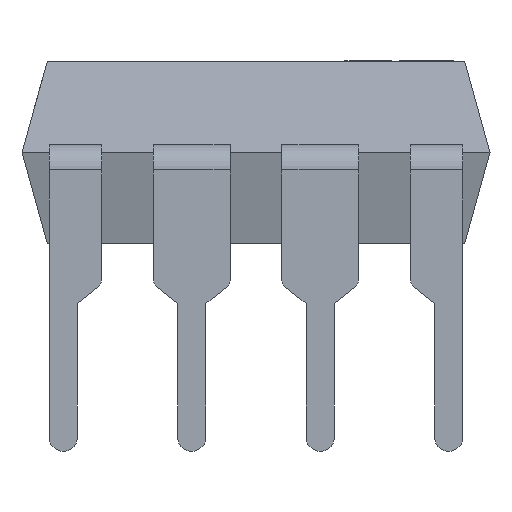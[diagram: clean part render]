
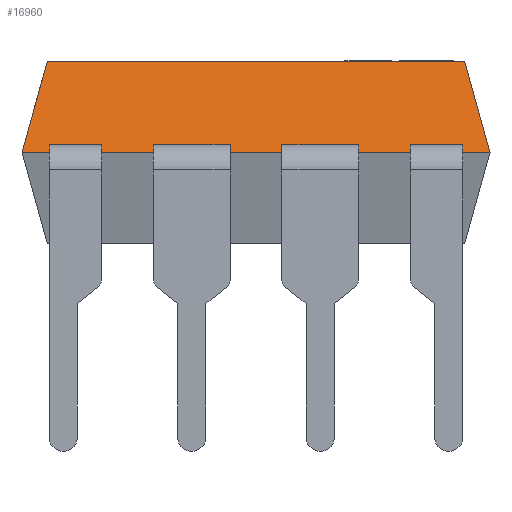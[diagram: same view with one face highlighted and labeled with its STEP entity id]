
A CAD part, front view. The second image highlights one B-rep face of the part: STEP entity #16960.
In plain terms, the highlighted planar face has unit normal (0, -0.964, 0.268).
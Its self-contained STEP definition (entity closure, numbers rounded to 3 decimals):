
#129 = CARTESIAN_POINT ( 'NONE',  ( -4.125, -2.675, 1.8 ) ) ;
#1297 = DIRECTION ( 'NONE',  ( 0., 0.268, 0.964 ) ) ;
#1473 = LINE ( 'NONE', #15491, #14410 ) ;
#3267 = EDGE_LOOP ( 'NONE', ( #15837, #17507, #10029, #15722 ) ) ;
#3820 = DIRECTION ( 'NONE',  ( 1., 0., 0. ) ) ;
#4175 = DIRECTION ( 'NONE',  ( 0., 0.964, -0.268 ) ) ;
#5231 = LINE ( 'NONE', #15971, #9142 ) ;
#5286 = VECTOR ( 'NONE', #13857, 1000. ) ;
#6058 = CARTESIAN_POINT ( 'NONE',  ( 4.625, -3.175, 0. ) ) ;
#6707 = EDGE_CURVE ( 'NONE', #13500, #17209, #1473, .T. ) ;
#6720 = EDGE_CURVE ( 'NONE', #11015, #13500, #18545, .T. ) ;
#7364 = LINE ( 'NONE', #15523, #7957 ) ;
#7957 = VECTOR ( 'NONE', #10611, 1000. ) ;
#8519 = CARTESIAN_POINT ( 'NONE',  ( 4.125, -2.675, 1.8 ) ) ;
#8933 = AXIS2_PLACEMENT_3D ( 'NONE', #16649, #4175, #1297 ) ;
#8941 = DIRECTION ( 'NONE',  ( -0.259, 0.259, 0.931 ) ) ;
#9142 = VECTOR ( 'NONE', #3820, 1000. ) ;
#9278 = VERTEX_POINT ( 'NONE', #129 ) ;
#10029 = ORIENTED_EDGE ( 'NONE', *, *, #17799, .F. ) ;
#10611 = DIRECTION ( 'NONE',  ( 0.259, 0.259, 0.931 ) ) ;
#11015 = VERTEX_POINT ( 'NONE', #11704 ) ;
#11704 = CARTESIAN_POINT ( 'NONE',  ( -4.625, -3.175, 0. ) ) ;
#13500 = VERTEX_POINT ( 'NONE', #6058 ) ;
#13857 = DIRECTION ( 'NONE',  ( 1., 0., 0. ) ) ;
#14410 = VECTOR ( 'NONE', #8941, 1000. ) ;
#15491 = CARTESIAN_POINT ( 'NONE',  ( 4.625, -3.175, 0. ) ) ;
#15523 = CARTESIAN_POINT ( 'NONE',  ( -4.625, -3.175, 0. ) ) ;
#15722 = ORIENTED_EDGE ( 'NONE', *, *, #6720, .T. ) ;
#15837 = ORIENTED_EDGE ( 'NONE', *, *, #6707, .T. ) ;
#15971 = CARTESIAN_POINT ( 'NONE',  ( -4.125, -2.675, 1.8 ) ) ;
#16454 = PLANE ( 'NONE',  #8933 ) ;
#16649 = CARTESIAN_POINT ( 'NONE',  ( 0., -2.948, 0.819 ) ) ;
#16960 = ADVANCED_FACE ( 'NONE', ( #19279 ), #16454, .F. ) ;
#17209 = VERTEX_POINT ( 'NONE', #8519 ) ;
#17507 = ORIENTED_EDGE ( 'NONE', *, *, #18612, .F. ) ;
#17799 = EDGE_CURVE ( 'NONE', #11015, #9278, #7364, .T. ) ;
#18545 = LINE ( 'NONE', #18745, #5286 ) ;
#18612 = EDGE_CURVE ( 'NONE', #9278, #17209, #5231, .T. ) ;
#18745 = CARTESIAN_POINT ( 'NONE',  ( -4.625, -3.175, 0. ) ) ;
#19279 = FACE_OUTER_BOUND ( 'NONE', #3267, .T. ) ;
